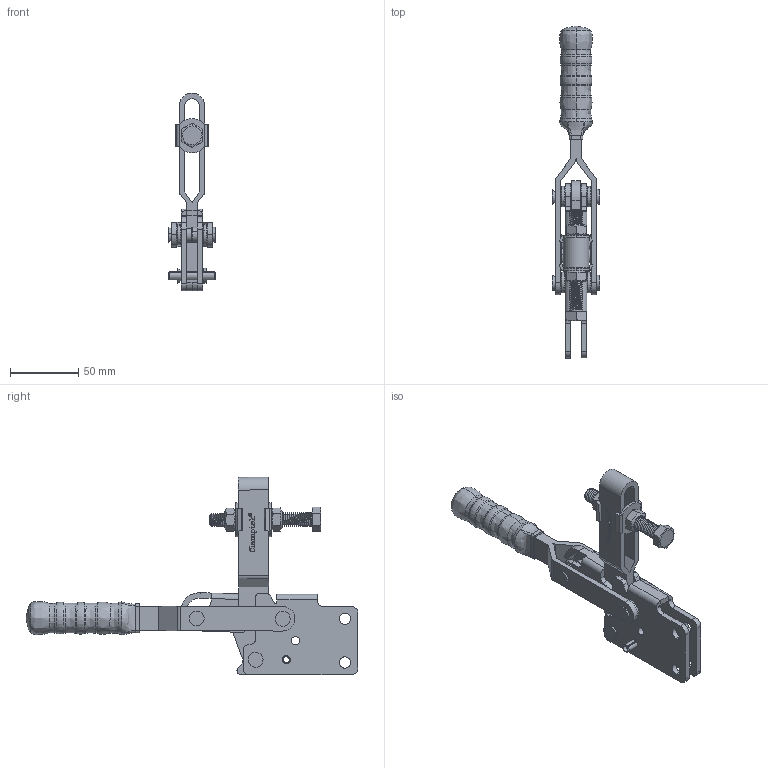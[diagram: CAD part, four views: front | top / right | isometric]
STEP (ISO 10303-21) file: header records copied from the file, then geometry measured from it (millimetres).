
FILE_DESCRIPTION (( 'STEP AP203' ), '1' );
FILE_NAME ('CH-13501-B.STEP', '2017-11-10T01:18:26', ( 'Windows' ), ( 'Microsoft' ), 'SwSTEP 2.0', 'SolidWorks 2015', '' );
FILE_SCHEMA (( 'CONFIG_CONTROL_DESIGN' ));
Length unit declared in the file: millimetre
Products named in the file (13): M10X85; 傻穩; 眄杶; 13502忒梟; 錨璃1; 酗穩; HUASI01; 眻菁釱; 020; CH-13501-B; 13501-B揤參; TAO; spring pin slotted light duty1 gb_GB_PARALLEL_PINS_TYPE7 6X35
Assembly tree (17 placements, depth 2):
  CH-13501-B
    錨璃1
    HUASI01
    020
    TAO
    spring pin slotted light duty1 gb_GB_PARALLEL_PINS_TYPE7 6X35
    M10X85
    傻穩  x2
    眄杶  x4
    13502忒梟
    酗穩  x2
    眻菁釱
    13501-B揤參
Bounding box: 35 x 243.01 x 144.68 mm (x, y, z)
Volume: 132925.5 mm3; surface area: 81136 mm2
Topology: 19 solids, 19 shells, 1112 faces, 2979 edges, 1937 vertices
Faces by surface type: plane 775, cylinder 171, cone 127, bspline 31, torus 8
Entity records: 41592 total; most frequent: CARTESIAN_POINT 13987, ORIENTED_EDGE 5622, DIRECTION 5074, EDGE_CURVE 2811, LINE 2244, VECTOR 2244, VERTEX_POINT 1843, AXIS2_PLACEMENT_3D 1415
